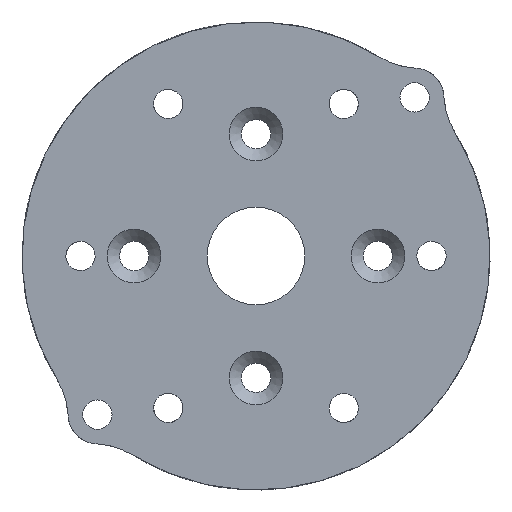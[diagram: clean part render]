
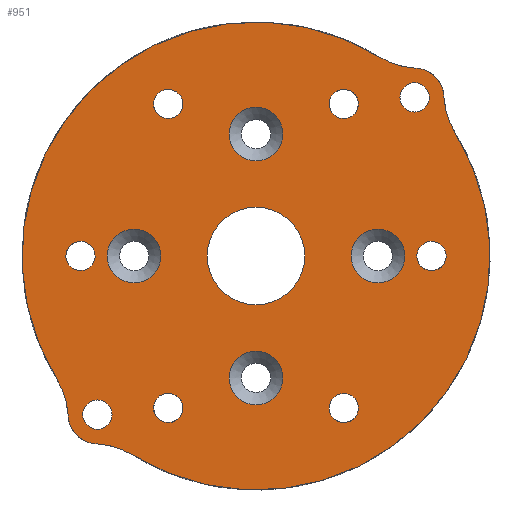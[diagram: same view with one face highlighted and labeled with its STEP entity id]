
A CAD part, front view. The second image highlights one B-rep face of the part: STEP entity #951.
In plain terms, the highlighted planar face has unit normal (0, -1, 0).
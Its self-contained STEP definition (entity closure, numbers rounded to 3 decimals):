
#16=FACE_BOUND('',#292,.T.);
#17=FACE_BOUND('',#293,.T.);
#18=FACE_BOUND('',#294,.T.);
#19=FACE_BOUND('',#295,.T.);
#20=FACE_BOUND('',#296,.T.);
#21=FACE_BOUND('',#297,.T.);
#22=FACE_BOUND('',#298,.T.);
#23=FACE_BOUND('',#299,.T.);
#24=FACE_BOUND('',#300,.T.);
#25=FACE_BOUND('',#301,.T.);
#26=FACE_BOUND('',#302,.T.);
#27=FACE_BOUND('',#303,.T.);
#28=FACE_BOUND('',#304,.T.);
#58=PLANE('',#1062);
#156=CIRCLE('',#1026,3.);
#159=CIRCLE('',#1030,3.);
#168=CIRCLE('',#1046,8.);
#169=CIRCLE('',#1048,8.);
#170=CIRCLE('',#1050,24.);
#171=CIRCLE('',#1052,8.);
#172=CIRCLE('',#1054,8.);
#173=CIRCLE('',#1056,24.);
#176=CIRCLE('',#1060,1.5);
#178=CIRCLE('',#1063,1.5);
#179=CIRCLE('',#1064,5.);
#180=CIRCLE('',#1065,1.5);
#181=CIRCLE('',#1066,1.5);
#182=CIRCLE('',#1067,1.5);
#183=CIRCLE('',#1068,1.5);
#184=CIRCLE('',#1069,1.5);
#185=CIRCLE('',#1070,1.5);
#186=CIRCLE('',#1071,2.75);
#187=CIRCLE('',#1072,2.75);
#188=CIRCLE('',#1073,2.75);
#189=CIRCLE('',#1074,2.75);
#238=FACE_OUTER_BOUND('',#291,.T.);
#291=EDGE_LOOP('',(#791,#792,#793,#794,#795,#796,#797,#798));
#292=EDGE_LOOP('',(#799));
#293=EDGE_LOOP('',(#800));
#294=EDGE_LOOP('',(#801));
#295=EDGE_LOOP('',(#802));
#296=EDGE_LOOP('',(#803));
#297=EDGE_LOOP('',(#804));
#298=EDGE_LOOP('',(#805));
#299=EDGE_LOOP('',(#806));
#300=EDGE_LOOP('',(#807));
#301=EDGE_LOOP('',(#808));
#302=EDGE_LOOP('',(#809));
#303=EDGE_LOOP('',(#810));
#304=EDGE_LOOP('',(#811));
#451=VERTEX_POINT('',#1823);
#452=VERTEX_POINT('',#1825);
#457=VERTEX_POINT('',#1885);
#458=VERTEX_POINT('',#1887);
#473=VERTEX_POINT('',#2036);
#474=VERTEX_POINT('',#2040);
#475=VERTEX_POINT('',#2044);
#476=VERTEX_POINT('',#2050);
#482=VERTEX_POINT('',#2113);
#484=VERTEX_POINT('',#2118);
#485=VERTEX_POINT('',#2120);
#486=VERTEX_POINT('',#2122);
#487=VERTEX_POINT('',#2124);
#488=VERTEX_POINT('',#2126);
#489=VERTEX_POINT('',#2128);
#490=VERTEX_POINT('',#2130);
#491=VERTEX_POINT('',#2132);
#492=VERTEX_POINT('',#2134);
#493=VERTEX_POINT('',#2136);
#494=VERTEX_POINT('',#2138);
#495=VERTEX_POINT('',#2140);
#559=EDGE_CURVE('',#452,#451,#156,.T.);
#567=EDGE_CURVE('',#458,#457,#159,.T.);
#591=EDGE_CURVE('',#452,#473,#168,.T.);
#594=EDGE_CURVE('',#474,#451,#169,.T.);
#596=EDGE_CURVE('',#474,#475,#170,.T.);
#597=EDGE_CURVE('',#458,#475,#171,.T.);
#599=EDGE_CURVE('',#476,#457,#172,.T.);
#600=EDGE_CURVE('',#476,#473,#173,.T.);
#607=EDGE_CURVE('',#482,#482,#176,.T.);
#609=EDGE_CURVE('',#484,#484,#178,.T.);
#610=EDGE_CURVE('',#485,#485,#179,.T.);
#611=EDGE_CURVE('',#486,#486,#180,.T.);
#612=EDGE_CURVE('',#487,#487,#181,.T.);
#613=EDGE_CURVE('',#488,#488,#182,.T.);
#614=EDGE_CURVE('',#489,#489,#183,.T.);
#615=EDGE_CURVE('',#490,#490,#184,.T.);
#616=EDGE_CURVE('',#491,#491,#185,.T.);
#617=EDGE_CURVE('',#492,#492,#186,.T.);
#618=EDGE_CURVE('',#493,#493,#187,.T.);
#619=EDGE_CURVE('',#494,#494,#188,.T.);
#620=EDGE_CURVE('',#495,#495,#189,.T.);
#791=ORIENTED_EDGE('',*,*,#567,.T.);
#792=ORIENTED_EDGE('',*,*,#599,.F.);
#793=ORIENTED_EDGE('',*,*,#600,.T.);
#794=ORIENTED_EDGE('',*,*,#591,.F.);
#795=ORIENTED_EDGE('',*,*,#559,.T.);
#796=ORIENTED_EDGE('',*,*,#594,.F.);
#797=ORIENTED_EDGE('',*,*,#596,.T.);
#798=ORIENTED_EDGE('',*,*,#597,.F.);
#799=ORIENTED_EDGE('',*,*,#609,.T.);
#800=ORIENTED_EDGE('',*,*,#607,.T.);
#801=ORIENTED_EDGE('',*,*,#610,.T.);
#802=ORIENTED_EDGE('',*,*,#611,.T.);
#803=ORIENTED_EDGE('',*,*,#612,.T.);
#804=ORIENTED_EDGE('',*,*,#613,.T.);
#805=ORIENTED_EDGE('',*,*,#614,.T.);
#806=ORIENTED_EDGE('',*,*,#615,.T.);
#807=ORIENTED_EDGE('',*,*,#616,.T.);
#808=ORIENTED_EDGE('',*,*,#617,.T.);
#809=ORIENTED_EDGE('',*,*,#618,.T.);
#810=ORIENTED_EDGE('',*,*,#619,.T.);
#811=ORIENTED_EDGE('',*,*,#620,.T.);
#951=ADVANCED_FACE('',(#238,#16,#17,#18,#19,#20,#21,#22,#23,#24,#25,#26,
#27,#28),#58,.F.);
#1026=AXIS2_PLACEMENT_3D('',#1826,#1180,#1181);
#1030=AXIS2_PLACEMENT_3D('',#1888,#1190,#1191);
#1046=AXIS2_PLACEMENT_3D('',#2037,#1226,#1227);
#1048=AXIS2_PLACEMENT_3D('',#2042,#1232,#1233);
#1050=AXIS2_PLACEMENT_3D('',#2046,#1237,#1238);
#1052=AXIS2_PLACEMENT_3D('',#2048,#1241,#1242);
#1054=AXIS2_PLACEMENT_3D('',#2052,#1246,#1247);
#1056=AXIS2_PLACEMENT_3D('',#2054,#1250,#1251);
#1060=AXIS2_PLACEMENT_3D('',#2114,#1258,#1259);
#1062=AXIS2_PLACEMENT_3D('',#2117,#1262,#1263);
#1063=AXIS2_PLACEMENT_3D('',#2119,#1264,#1265);
#1064=AXIS2_PLACEMENT_3D('',#2121,#1266,#1267);
#1065=AXIS2_PLACEMENT_3D('',#2123,#1268,#1269);
#1066=AXIS2_PLACEMENT_3D('',#2125,#1270,#1271);
#1067=AXIS2_PLACEMENT_3D('',#2127,#1272,#1273);
#1068=AXIS2_PLACEMENT_3D('',#2129,#1274,#1275);
#1069=AXIS2_PLACEMENT_3D('',#2131,#1276,#1277);
#1070=AXIS2_PLACEMENT_3D('',#2133,#1278,#1279);
#1071=AXIS2_PLACEMENT_3D('',#2135,#1280,#1281);
#1072=AXIS2_PLACEMENT_3D('',#2137,#1282,#1283);
#1073=AXIS2_PLACEMENT_3D('',#2139,#1284,#1285);
#1074=AXIS2_PLACEMENT_3D('',#2141,#1286,#1287);
#1180=DIRECTION('center_axis',(0.,-1.,0.));
#1181=DIRECTION('ref_axis',(1.,0.,0.));
#1190=DIRECTION('center_axis',(0.,-1.,0.));
#1191=DIRECTION('ref_axis',(-1.,0.,0.));
#1226=DIRECTION('center_axis',(0.,-1.,0.));
#1227=DIRECTION('ref_axis',(0.956,0.,0.295));
#1232=DIRECTION('center_axis',(0.,-1.,0.));
#1233=DIRECTION('ref_axis',(0.295,0.,0.956));
#1237=DIRECTION('center_axis',(0.,-1.,0.));
#1238=DIRECTION('ref_axis',(-1.,0.,0.));
#1241=DIRECTION('center_axis',(0.,-1.,0.));
#1242=DIRECTION('ref_axis',(-0.956,0.,-0.295));
#1246=DIRECTION('center_axis',(0.,-1.,0.));
#1247=DIRECTION('ref_axis',(-0.295,0.,-0.956));
#1250=DIRECTION('center_axis',(0.,-1.,0.));
#1251=DIRECTION('ref_axis',(-1.,0.,0.));
#1258=DIRECTION('center_axis',(0.,1.,0.));
#1259=DIRECTION('ref_axis',(-1.,0.,0.));
#1262=DIRECTION('center_axis',(0.,1.,0.));
#1263=DIRECTION('ref_axis',(0.,0.,1.));
#1264=DIRECTION('center_axis',(0.,1.,0.));
#1265=DIRECTION('ref_axis',(-1.,0.,0.));
#1266=DIRECTION('center_axis',(0.,1.,0.));
#1267=DIRECTION('ref_axis',(-1.,0.,0.));
#1268=DIRECTION('center_axis',(0.,1.,0.));
#1269=DIRECTION('ref_axis',(-1.,0.,0.));
#1270=DIRECTION('center_axis',(0.,1.,0.));
#1271=DIRECTION('ref_axis',(-1.,0.,0.));
#1272=DIRECTION('center_axis',(0.,1.,0.));
#1273=DIRECTION('ref_axis',(-1.,0.,0.));
#1274=DIRECTION('center_axis',(0.,1.,0.));
#1275=DIRECTION('ref_axis',(-1.,0.,0.));
#1276=DIRECTION('center_axis',(0.,1.,0.));
#1277=DIRECTION('ref_axis',(-1.,0.,0.));
#1278=DIRECTION('center_axis',(0.,1.,0.));
#1279=DIRECTION('ref_axis',(-1.,0.,0.));
#1280=DIRECTION('center_axis',(0.,1.,0.));
#1281=DIRECTION('ref_axis',(-1.,0.,0.));
#1282=DIRECTION('center_axis',(0.,1.,0.));
#1283=DIRECTION('ref_axis',(0.,0.,-1.));
#1284=DIRECTION('center_axis',(0.,1.,0.));
#1285=DIRECTION('ref_axis',(1.,0.,0.));
#1286=DIRECTION('center_axis',(0.,1.,0.));
#1287=DIRECTION('ref_axis',(0.,0.,1.));
#1823=CARTESIAN_POINT('',(-16.403,-3.,-19.26));
#1825=CARTESIAN_POINT('',(-19.26,-3.,-16.403));
#1826=CARTESIAN_POINT('Origin',(-16.263,-3.,-16.263));
#1885=CARTESIAN_POINT('',(16.403,-3.,19.26));
#1887=CARTESIAN_POINT('',(19.26,-3.,16.403));
#1888=CARTESIAN_POINT('Origin',(16.263,-3.,16.263));
#2036=CARTESIAN_POINT('',(-20.439,-3.,-12.58));
#2037=CARTESIAN_POINT('Origin',(-27.252,-3.,-16.773));
#2040=CARTESIAN_POINT('',(-12.58,-3.,-20.439));
#2042=CARTESIAN_POINT('Origin',(-16.773,-3.,-27.252));
#2044=CARTESIAN_POINT('',(20.439,-3.,12.58));
#2046=CARTESIAN_POINT('Origin',(0.,-3.,0.));
#2048=CARTESIAN_POINT('Origin',(27.252,-3.,16.773));
#2050=CARTESIAN_POINT('',(12.58,-3.,20.439));
#2052=CARTESIAN_POINT('Origin',(16.773,-3.,27.252));
#2054=CARTESIAN_POINT('Origin',(0.,-3.,0.));
#2113=CARTESIAN_POINT('',(-14.763,-3.,-16.263));
#2114=CARTESIAN_POINT('Origin',(-16.263,-3.,-16.263));
#2117=CARTESIAN_POINT('Origin',(0.,-3.,0.));
#2118=CARTESIAN_POINT('',(17.763,-3.,16.263));
#2119=CARTESIAN_POINT('Origin',(16.263,-3.,16.263));
#2120=CARTESIAN_POINT('',(5.,-3.,0.));
#2121=CARTESIAN_POINT('Origin',(0.,-3.,0.));
#2122=CARTESIAN_POINT('',(-7.5,-3.,-15.588));
#2123=CARTESIAN_POINT('Origin',(-9.,-3.,-15.588));
#2124=CARTESIAN_POINT('',(-7.5,-3.,15.588));
#2125=CARTESIAN_POINT('Origin',(-9.,-3.,15.588));
#2126=CARTESIAN_POINT('',(19.5,-3.,0.));
#2127=CARTESIAN_POINT('Origin',(18.,-3.,0.));
#2128=CARTESIAN_POINT('',(10.5,-3.,15.588));
#2129=CARTESIAN_POINT('Origin',(9.,-3.,15.588));
#2130=CARTESIAN_POINT('',(-16.5,-3.,0.));
#2131=CARTESIAN_POINT('Origin',(-18.,-3.,0.));
#2132=CARTESIAN_POINT('',(10.5,-3.,-15.588));
#2133=CARTESIAN_POINT('Origin',(9.,-3.,-15.588));
#2134=CARTESIAN_POINT('',(2.75,-3.,-12.5));
#2135=CARTESIAN_POINT('Origin',(0.,-3.,-12.5));
#2136=CARTESIAN_POINT('',(12.5,-3.,2.75));
#2137=CARTESIAN_POINT('Origin',(12.5,-3.,0.));
#2138=CARTESIAN_POINT('',(-2.75,-3.,12.5));
#2139=CARTESIAN_POINT('Origin',(0.,-3.,12.5));
#2140=CARTESIAN_POINT('',(-12.5,-3.,-2.75));
#2141=CARTESIAN_POINT('Origin',(-12.5,-3.,0.));
